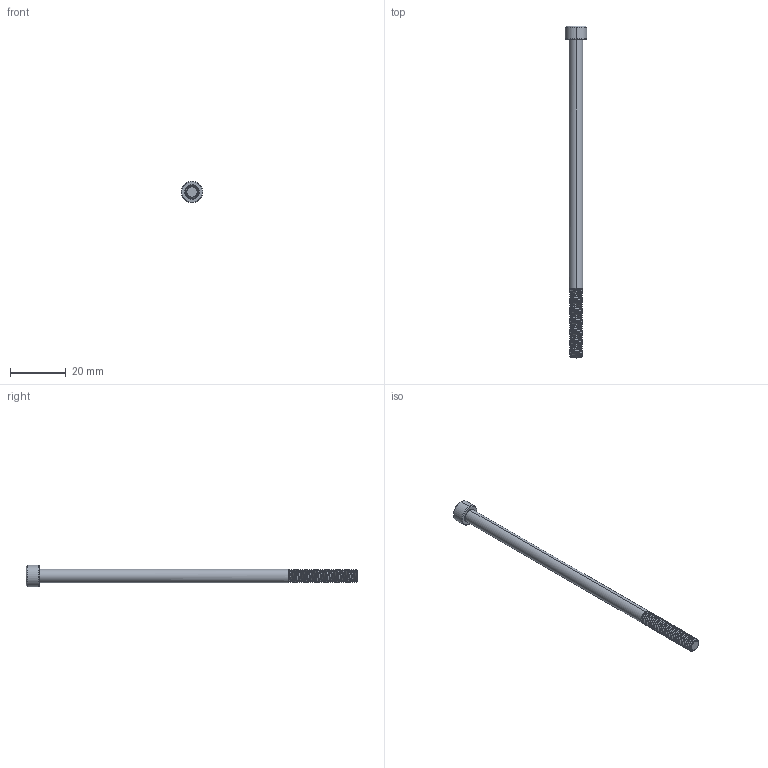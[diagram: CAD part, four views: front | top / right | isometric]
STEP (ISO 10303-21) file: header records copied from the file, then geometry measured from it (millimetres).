
FILE_DESCRIPTION (( 'STEP AP203' ), '1' );
FILE_NAME ('WCP-0274.STEP', '2021-05-12T23:46:09', ( '' ), ( '' ), 'SwSTEP 2.0', 'SolidWorks 2020', '' );
FILE_SCHEMA (( 'CONFIG_CONTROL_DESIGN' ));
Length unit declared in the file: inch
Products named in the file (1): WCP-0274
Bounding box: 7.75 x 119.13 x 7.75 mm (x, y, z)
Volume: 2197.7 mm3; surface area: 2163.6 mm2
Topology: 1 solids, 1 shells, 96 faces, 259 edges, 168 vertices
Faces by surface type: cylinder 65, cone 16, plane 10, bspline 3, torus 2
Entity records: 14711 total; most frequent: CARTESIAN_POINT 12575, ORIENTED_EDGE 516, DIRECTION 326, EDGE_CURVE 258, VERTEX_POINT 166, AXIS2_PLACEMENT_3D 120, EDGE_LOOP 98, ADVANCED_FACE 96
